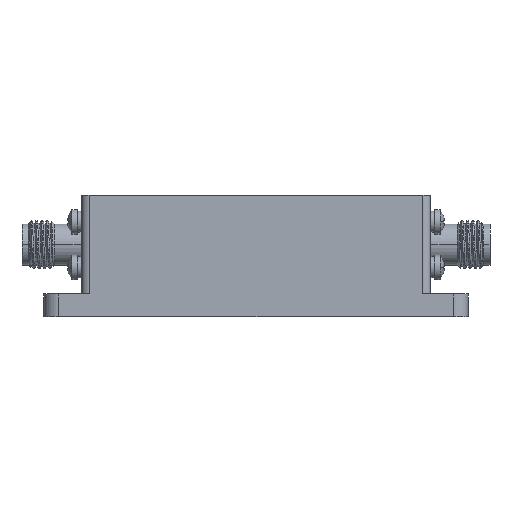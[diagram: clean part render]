
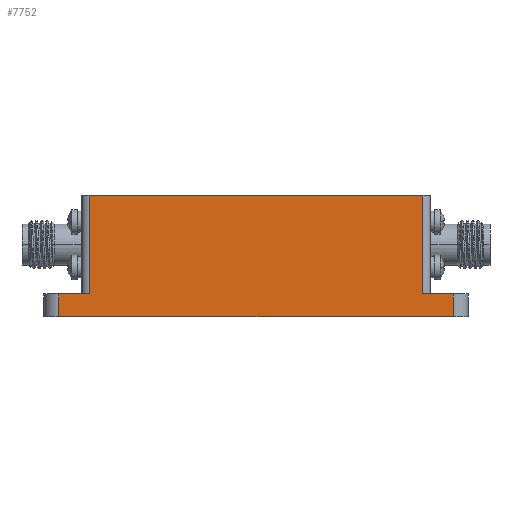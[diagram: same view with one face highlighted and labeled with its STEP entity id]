
A CAD part, front view. The second image highlights one B-rep face of the part: STEP entity #7752.
In plain terms, the highlighted planar face has unit normal (0, -1, 0).
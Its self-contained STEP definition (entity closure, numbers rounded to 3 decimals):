
#4 = VERTEX_POINT ( 'NONE', #23475 ) ;
#24 = EDGE_CURVE ( 'NONE', #7715, #10038, #21259, .T. ) ;
#49 = CARTESIAN_POINT ( 'NONE',  ( 27.971, 72.183, -16. ) ) ;
#306 = ORIENTED_EDGE ( 'NONE', *, *, #2942, .T. ) ;
#1311 = CARTESIAN_POINT ( 'NONE',  ( 31.971, 72.183, 0. ) ) ;
#1727 = LINE ( 'NONE', #3308, #17177 ) ;
#1809 = EDGE_CURVE ( 'NONE', #14678, #22214, #21698, .T. ) ;
#2258 = LINE ( 'NONE', #22324, #2613 ) ;
#2293 = LINE ( 'NONE', #49, #8946 ) ;
#2613 = VECTOR ( 'NONE', #19967, 1000. ) ;
#2942 = EDGE_CURVE ( 'NONE', #10038, #4, #1727, .T. ) ;
#3162 = PLANE ( 'NONE',  #18150 ) ;
#3308 = CARTESIAN_POINT ( 'NONE',  ( 79.971, 72.183, -13. ) ) ;
#3433 = VECTOR ( 'NONE', #5536, 1000. ) ;
#3723 = CARTESIAN_POINT ( 'NONE',  ( 75.971, 72.183, 0. ) ) ;
#4056 = CARTESIAN_POINT ( 'NONE',  ( 27.971, 72.183, 0. ) ) ;
#4183 = DIRECTION ( 'NONE',  ( -1., 0., 0. ) ) ;
#4704 = CARTESIAN_POINT ( 'NONE',  ( 75.971, 72.183, 0. ) ) ;
#5286 = EDGE_LOOP ( 'NONE', ( #14514, #12501, #19739, #7348, #306, #25126, #10912, #6895 ) ) ;
#5354 = EDGE_CURVE ( 'NONE', #14678, #7715, #20053, .T. ) ;
#5520 = DIRECTION ( 'NONE',  ( 0., 1., 0. ) ) ;
#5536 = DIRECTION ( 'NONE',  ( -1., 0., 0. ) ) ;
#5655 = CARTESIAN_POINT ( 'NONE',  ( 31.971, 72.183, 0. ) ) ;
#6363 = CARTESIAN_POINT ( 'NONE',  ( 75.971, 72.183, -13. ) ) ;
#6446 = EDGE_CURVE ( 'NONE', #13289, #12060, #7506, .T. ) ;
#6895 = ORIENTED_EDGE ( 'NONE', *, *, #7504, .T. ) ;
#7231 = DIRECTION ( 'NONE',  ( 1., 0., 0. ) ) ;
#7348 = ORIENTED_EDGE ( 'NONE', *, *, #24, .T. ) ;
#7504 = EDGE_CURVE ( 'NONE', #13289, #7932, #2258, .T. ) ;
#7506 = LINE ( 'NONE', #23492, #3433 ) ;
#7715 = VERTEX_POINT ( 'NONE', #1311 ) ;
#7752 = ADVANCED_FACE ( 'NONE', ( #23608 ), #3162, .F. ) ;
#7932 = VERTEX_POINT ( 'NONE', #19234 ) ;
#8195 = EDGE_CURVE ( 'NONE', #12060, #4, #2293, .T. ) ;
#8946 = VECTOR ( 'NONE', #24572, 1000. ) ;
#9996 = LINE ( 'NONE', #23620, #16307 ) ;
#10038 = VERTEX_POINT ( 'NONE', #11836 ) ;
#10130 = DIRECTION ( 'NONE',  ( -1., 0., 0. ) ) ;
#10912 = ORIENTED_EDGE ( 'NONE', *, *, #6446, .F. ) ;
#11178 = CARTESIAN_POINT ( 'NONE',  ( 79.971, 72.183, -16. ) ) ;
#11420 = VECTOR ( 'NONE', #4183, 1000. ) ;
#11836 = CARTESIAN_POINT ( 'NONE',  ( 31.971, 72.183, -13. ) ) ;
#12060 = VERTEX_POINT ( 'NONE', #17852 ) ;
#12501 = ORIENTED_EDGE ( 'NONE', *, *, #1809, .F. ) ;
#13289 = VERTEX_POINT ( 'NONE', #13451 ) ;
#13451 = CARTESIAN_POINT ( 'NONE',  ( 79.971, 72.183, -16. ) ) ;
#14514 = ORIENTED_EDGE ( 'NONE', *, *, #20160, .T. ) ;
#14678 = VERTEX_POINT ( 'NONE', #4704 ) ;
#15292 = DIRECTION ( 'NONE',  ( 0., 0., -1. ) ) ;
#15523 = DIRECTION ( 'NONE',  ( -1., 0., 0. ) ) ;
#16307 = VECTOR ( 'NONE', #10130, 1000. ) ;
#16607 = VECTOR ( 'NONE', #17590, 1000. ) ;
#17177 = VECTOR ( 'NONE', #15523, 1000. ) ;
#17590 = DIRECTION ( 'NONE',  ( 0., 0., -1. ) ) ;
#17852 = CARTESIAN_POINT ( 'NONE',  ( 27.971, 72.183, -16. ) ) ;
#18150 = AXIS2_PLACEMENT_3D ( 'NONE', #11178, #5520, #7231 ) ;
#19234 = CARTESIAN_POINT ( 'NONE',  ( 79.971, 72.183, -13. ) ) ;
#19739 = ORIENTED_EDGE ( 'NONE', *, *, #5354, .T. ) ;
#19967 = DIRECTION ( 'NONE',  ( 0., 0., 1. ) ) ;
#20053 = LINE ( 'NONE', #4056, #11420 ) ;
#20160 = EDGE_CURVE ( 'NONE', #7932, #22214, #9996, .T. ) ;
#21259 = LINE ( 'NONE', #5655, #16607 ) ;
#21698 = LINE ( 'NONE', #3723, #25083 ) ;
#22214 = VERTEX_POINT ( 'NONE', #6363 ) ;
#22324 = CARTESIAN_POINT ( 'NONE',  ( 79.971, 72.183, -16. ) ) ;
#23475 = CARTESIAN_POINT ( 'NONE',  ( 27.971, 72.183, -13. ) ) ;
#23492 = CARTESIAN_POINT ( 'NONE',  ( 75.971, 72.183, -16. ) ) ;
#23608 = FACE_OUTER_BOUND ( 'NONE', #5286, .T. ) ;
#23620 = CARTESIAN_POINT ( 'NONE',  ( 79.971, 72.183, -13. ) ) ;
#24572 = DIRECTION ( 'NONE',  ( 0., 0., 1. ) ) ;
#25083 = VECTOR ( 'NONE', #15292, 1000. ) ;
#25126 = ORIENTED_EDGE ( 'NONE', *, *, #8195, .F. ) ;
